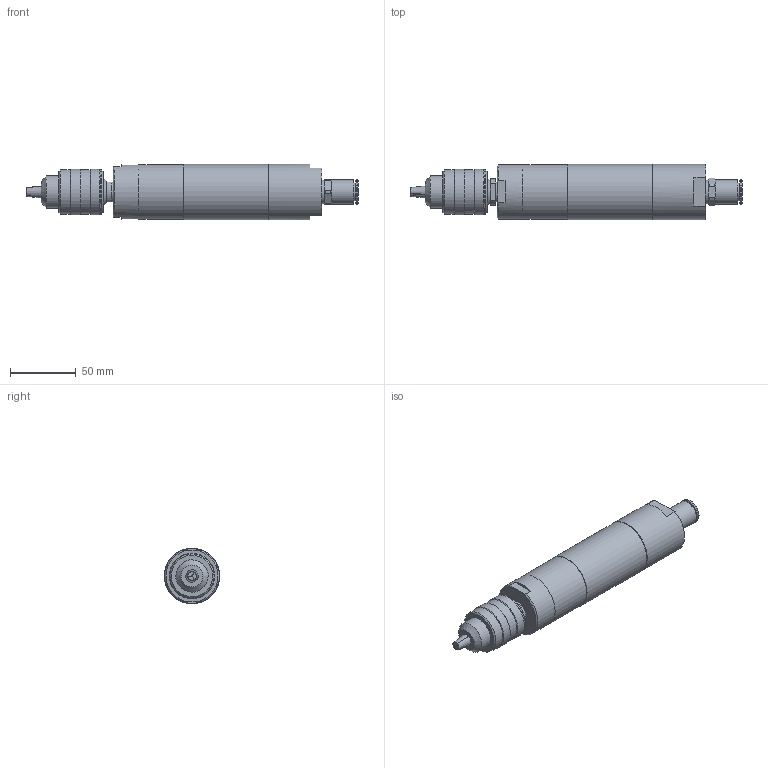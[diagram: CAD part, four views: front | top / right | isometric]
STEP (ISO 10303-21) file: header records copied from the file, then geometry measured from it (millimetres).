
FILE_DESCRIPTION((''),'2;1');
FILE_NAME('EBM 38-1200 B_60008717.stp','2008-06-12T11:30:45',('rmorof'),(''),'Autodesk Inventor 2008','Autodesk Inventor 2008','');
FILE_SCHEMA(('AUTOMOTIVE_DESIGN { 1 0 10303 214 1 1 1 1 }'));
Length unit declared in the file: millimetre
Products named in the file (1): Bauteil6
Bounding box: 251.55 x 42 x 42 mm (x, y, z)
Volume: 258991.2 mm3; surface area: 33754.4 mm2
Topology: 1 solids, 1 shells, 112 faces, 249 edges, 157 vertices
Faces by surface type: plane 55, cylinder 28, cone 27, torus 2
Full cylindrical faces by diameter (mm): 1.5 x1, 12 x1, 13.2 x1, 14.95 x1, 16 x1, 18 x1, 18.5 x2, 24.5 x1, 27.47 x1, 33.5 x3, 34.5 x2, 38.948 x1, 41.5 x2, 42 x2
Entity records: 3030 total; most frequent: CARTESIAN_POINT 543, DIRECTION 504, ORIENTED_EDGE 422, AXIS2_PLACEMENT_3D 214, EDGE_CURVE 211, EDGE_LOOP 162, VERTEX_POINT 151, FACE_OUTER_BOUND 112
